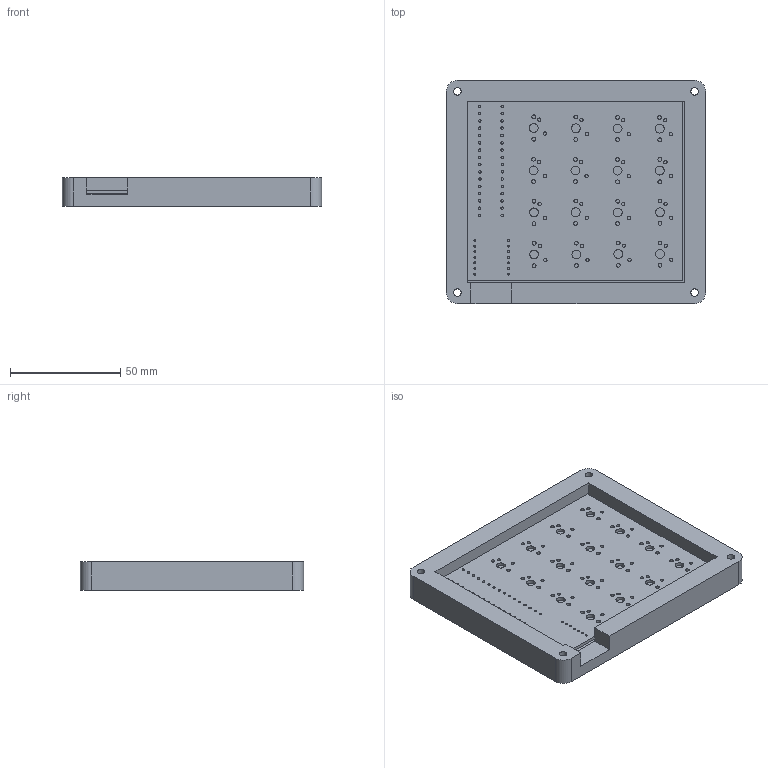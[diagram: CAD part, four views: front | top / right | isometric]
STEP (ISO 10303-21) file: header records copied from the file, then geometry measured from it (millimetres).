
FILE_DESCRIPTION(/* description */ (''),/* implementation_level */ '2;1');
FILE_NAME(/* name */ 'HACKPAD_v1.1.step',/* time_stamp */ '2025-12-25T19:04:37+05:45',/* author */ (''),/* organization */ (''),/* preprocessor_version */ 'ST-DEVELOPER v20.1',/* originating_system */ 'Autodesk Translation Framework v14.21.0.0',/* authorisation */ '');
FILE_SCHEMA (('AUTOMOTIVE_DESIGN { 1 0 10303 214 3 1 1 }'));
Length unit declared in the file: millimetre
Products named in the file (3): HACKPAD_v1.1; v1.1 1; v1.1_PCB
Assembly tree (2 placements, depth 3):
  HACKPAD_v1.1
    v1.1 1
      v1.1_PCB
Bounding box: 117.71 x 101.36 x 13 mm (x, y, z)
Volume: 82945.6 mm3; surface area: 50190.8 mm2
Topology: 2 solids, 2 shells, 162 faces, 462 edges, 308 vertices
Faces by surface type: cylinder 138, plane 24
Full cylindrical faces by diameter (mm): 0.889 x14, 1.1 x32, 1.5 x32, 1.7 x32, 3.4 x4, 4 x16, 6 x4
Entity records: 6043 total; most frequent: DIRECTION 1072, CARTESIAN_POINT 937, ORIENTED_EDGE 924, EDGE_CURVE 462, AXIS2_PLACEMENT_3D 443, EDGE_LOOP 426, VERTEX_POINT 308, CIRCLE 276
